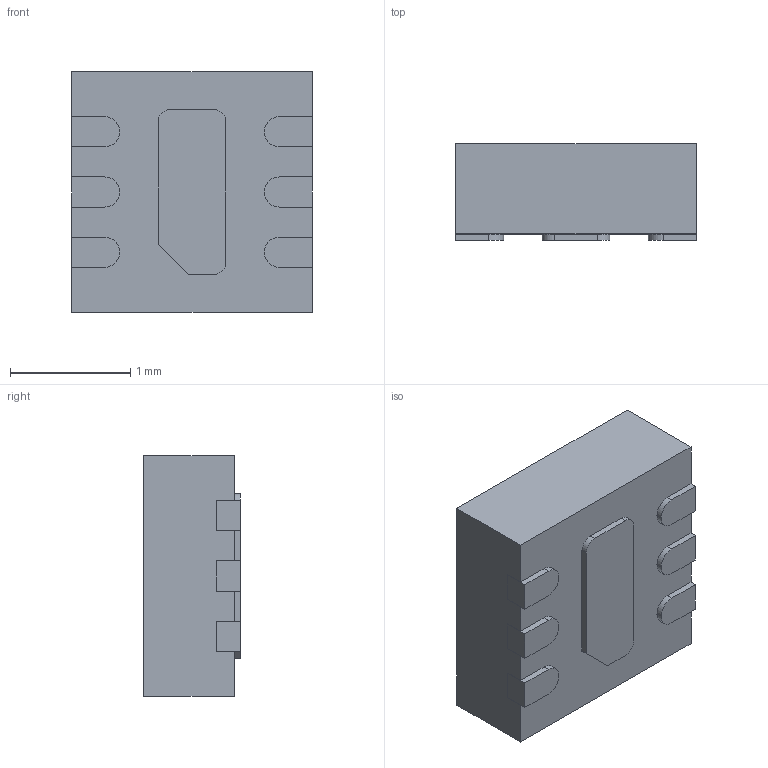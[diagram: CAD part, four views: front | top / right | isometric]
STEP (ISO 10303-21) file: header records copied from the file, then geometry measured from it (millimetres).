
FILE_DESCRIPTION (( 'STEP AP214' ), '1' );
FILE_NAME ('LTC6255CDC#TRMPBF.STEP', '2020-04-15T05:12:30', ( '' ), ( '' ), 'SwSTEP 2.0', 'SolidWorks 2017', '' );
FILE_SCHEMA (( 'AUTOMOTIVE_DESIGN' ));
Length unit declared in the file: millimetre
Products named in the file (1): LTC6255CDC#TRMPBF
Bounding box: 2 x 0.8 x 2 mm (x, y, z)
Volume: 3.1 mm3; surface area: 20.3 mm2
Topology: 9 solids, 9 shells, 102 faces, 246 edges, 164 vertices
Faces by surface type: plane 78, cylinder 24
Entity records: 3064 total; most frequent: CARTESIAN_POINT 513, DIRECTION 500, ORIENTED_EDGE 492, EDGE_CURVE 246, VECTOR 198, LINE 198, VERTEX_POINT 164, AXIS2_PLACEMENT_3D 151
